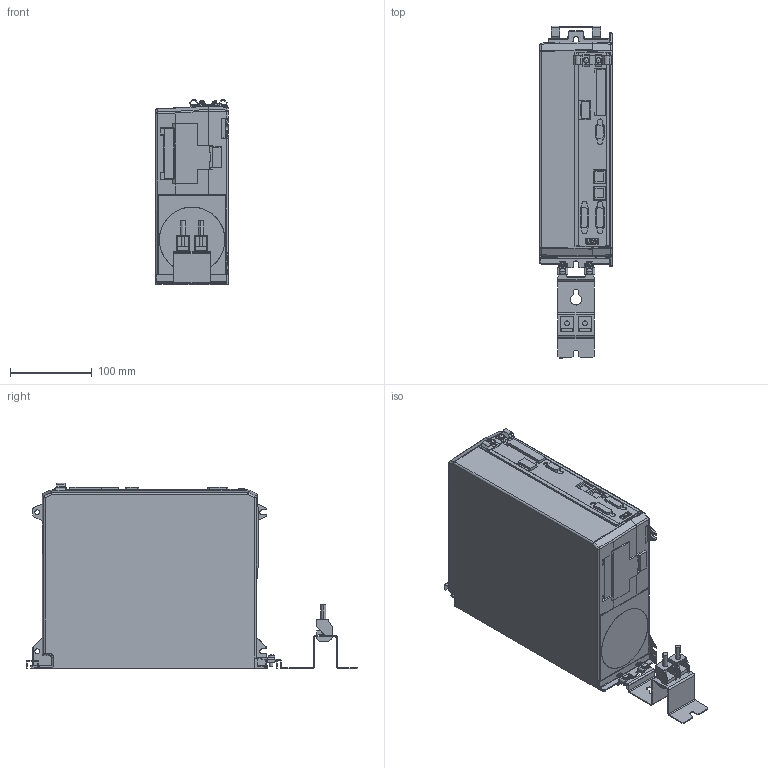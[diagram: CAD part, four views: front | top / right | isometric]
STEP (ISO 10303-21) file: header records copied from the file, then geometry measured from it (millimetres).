
FILE_DESCRIPTION (( 'STEP AP214' ), '1' );
FILE_NAME ('S6-4T01-P150.STEP', '2023-01-11T09:37:48', ( '' ), ( '' ), 'SwSTEP 2.0', 'SolidWorks 2022', '' );
FILE_SCHEMA (( 'AUTOMOTIVE_DESIGN' ));
Length unit declared in the file: millimetre
Products named in the file (3): Schirmbügel-2-1; S6-4T01-P150; S6-4T01-P150-1-1
Assembly tree (2 placements, depth 2):
  S6-4T01-P150
    S6-4T01-P150-1-1
    Schirmbügel-2-1
Bounding box: 89 x 406 x 226.59 mm (x, y, z)
Volume: 5068564.8 mm3; surface area: 240243.9 mm2
Topology: 3 solids, 6 shells, 1098 faces, 2928 edges, 1869 vertices
Faces by surface type: plane 622, cylinder 316, bspline 99, cone 51, sphere 10
Entity records: 39206 total; most frequent: CARTESIAN_POINT 12145, ORIENTED_EDGE 5828, DIRECTION 5171, EDGE_CURVE 2914, VECTOR 1955, LINE 1955, VERTEX_POINT 1865, AXIS2_PLACEMENT_3D 1608
